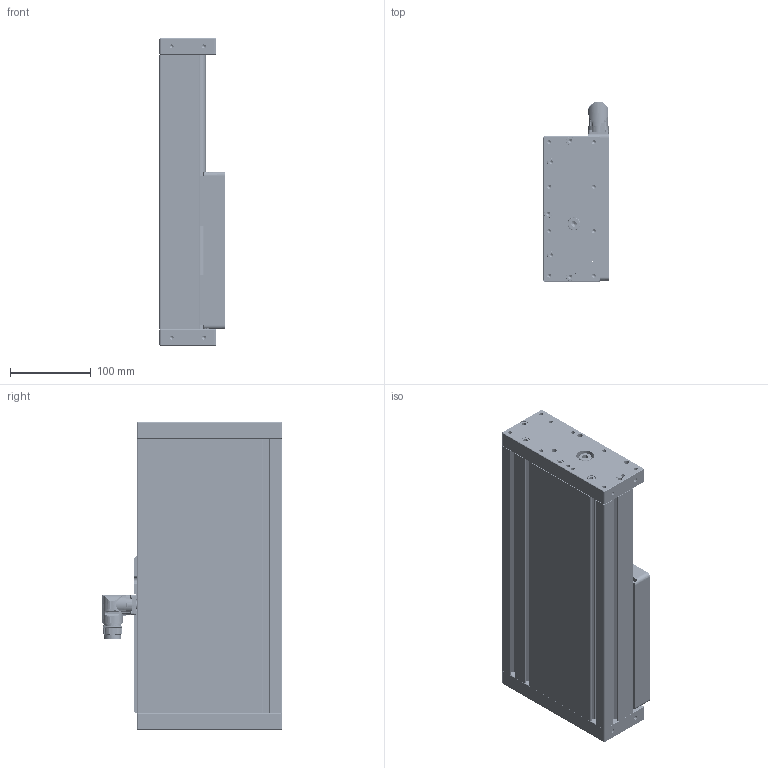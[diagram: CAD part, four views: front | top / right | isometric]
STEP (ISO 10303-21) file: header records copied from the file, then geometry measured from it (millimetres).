
FILE_DESCRIPTION (( 'STEP AP214' ), '1' );
FILE_NAME ('0186-1378_250508_EM01-48-380_145_1CE48x150G-HP-BE02-MD01-C.STEP', '2025-05-08T12:21:51', ( '' ), ( '' ), 'SwSTEP 2.0', 'SolidWorks 2024', '' );
FILE_SCHEMA (( 'AUTOMOTIVE_DESIGN' ));
Length unit declared in the file: millimetre
Products named in the file (26): 0160-0844_Lins.-Schr_I-6rd_M2.5x8_INOX; 0230-0433_LLTHC 15 U-T0 P5; 0150-2189_Hammermutter N8!M4; 0230-0718_zyl.-schr._i-6kt_M6x22_8.8_v-b; 0180-3478_EM01k-48-AH-V2; 0230-0791_Zyl.-schr_i-6kt_M4x18_12.9_schwarz; 0230-0653_Zyl.-Schr._I-6kt_n-K_M10x25_8.8_v-b; 0186-1761_EM01-48-380; 0230-0037_Zyl.-Schr._i-6kt_M6x30_8.8_v-b; 0186-1379_CE48x150G-HP-BE02-MD01-C_4xWageli; 123742; 0160-3523_ES01k-48x340_EMB01k-48x340; 0180-2005_EM01k-48x150-APF-W; 0180-0434_PS10k-SF923; 0180-3477_EM01k-48-AV-V2; 147522_1; 0150-3081_MC01-Cw!m_GANZ; 0186-1536_PL01-28x350!300-HP-SF_PL01-28x350!300-HP-SF; 0186-1378_250508_EM01-48-380_145_1CE48x150G-HP-BE02-MD01-C; 0230-0231_Zyl.-Stift_5x20_STAHL-GH; 0230-0348_O-Ring_27.00x3.50_NBR70_schwarz; Kabel_EM01; 0230-0041_zyl.-schr._i-6kt_M4x16_8.8_v-b; PS01-48x150G-HP-B-E01; 0160-4604_LR01-15x338; 0160-0807_Kugelscheibe_M10x20.5x4_INOX_SSC
Assembly tree (85 placements, depth 4):
  0186-1378_250508_EM01-48-380_145_1CE48x150G-HP-BE02-MD01-C
    0186-1761_EM01-48-380
      0180-3478_EM01k-48-AH-V2
      0160-3523_ES01k-48x340_EMB01k-48x340
      0160-4604_LR01-15x338  x2
      0230-0041_zyl.-schr._i-6kt_M4x16_8.8_v-b  x12
      0150-2189_Hammermutter N8!M4  x12
      0186-1536_PL01-28x350!300-HP-SF_PL01-28x350!300-HP-SF
      0180-3477_EM01k-48-AV-V2
      0160-0807_Kugelscheibe_M10x20.5x4_INOX_SSC  x2
      0230-0653_Zyl.-Schr._I-6kt_n-K_M10x25_8.8_v-b  x2
      0230-0037_Zyl.-Schr._i-6kt_M6x30_8.8_v-b  x10
      0230-0231_Zyl.-Stift_5x20_STAHL-GH  x4
      0230-0348_O-Ring_27.00x3.50_NBR70_schwarz
    0186-1379_CE48x150G-HP-BE02-MD01-C_4xWageli
      0180-2005_EM01k-48x150-APF-W
      0230-0433_LLTHC 15 U-T0 P5  x4
      0160-0844_Lins.-Schr_I-6rd_M2.5x8_INOX  x4
      0150-3081_MC01-Cw!m_GANZ
        123742
        147522_1
      PS01-48x150G-HP-B-E01
      Kabel_EM01
      0230-0718_zyl.-schr._i-6kt_M6x22_8.8_v-b  x3
      0230-0791_Zyl.-schr_i-6kt_M4x18_12.9_schwarz  x16
      0180-0434_PS10k-SF923
Bounding box: 81 x 222.92 x 380 mm (x, y, z)
Volume: 3303373.6 mm3; surface area: 756537.2 mm2
Topology: 95 solids, 95 shells, 8361 faces, 19769 edges, 11768 vertices
Faces by surface type: cone 2671, plane 2561, cylinder 2138, bspline 889, torus 102
Full cylindrical faces by diameter (mm): 1 x10, 1.2 x5, 1.5 x5, 1.8 x5, 2 x8, 2.05 x5, 2.6 x8, 2.7 x8, 2.8 x5, 2.9 x4, 3 x1, 3.3 x15, 4 x636, 4.3 x16, 4.5 x16, 5 x104, 5.501 x2, 6 x340, 6.4 x10, 6.6 x9, 7 x28, 7.5 x12, 8 x16, 8.5 x2, 9 x2, 10 x46, 10.5 x19, 10.8 x1, 11 x5, 16 x2
Entity records: 166017 total; most frequent: CARTESIAN_POINT 57221, ORIENTED_EDGE 16846, DIRECTION 13260, EDGE_CURVE 8423, VERTEX_POINT 5828, EDGE_LOOP 4741, AXIS2_PLACEMENT_3D 4457, VECTOR 4346
